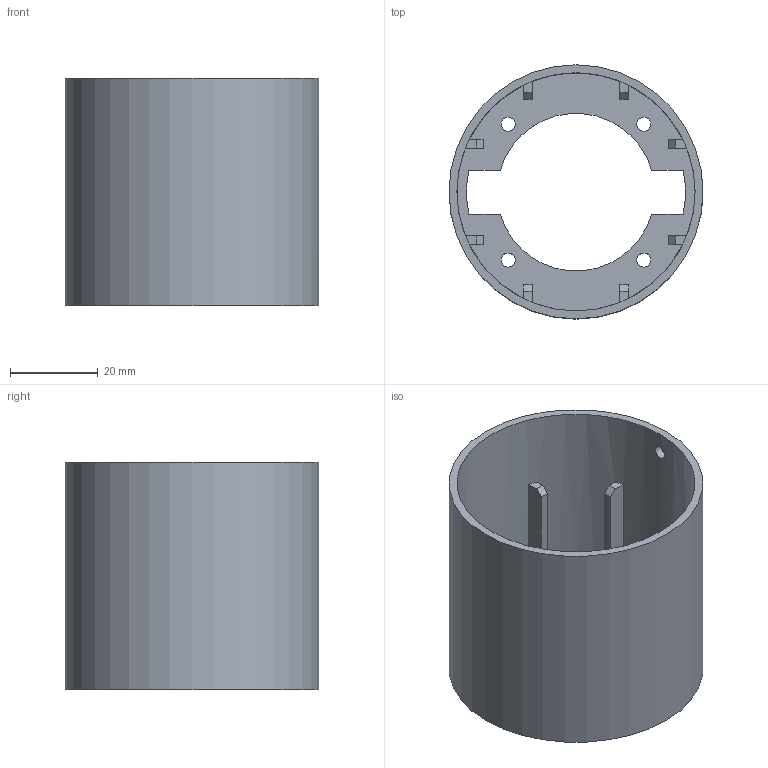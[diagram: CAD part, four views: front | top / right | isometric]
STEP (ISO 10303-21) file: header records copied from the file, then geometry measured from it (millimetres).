
FILE_DESCRIPTION(('FreeCAD Model'),'2;1');
FILE_NAME('azimuth_enclosure.step', '2016-01-12T23:26:32',('Author'),(''), 'Open CASCADE STEP processor 6.8','FreeCAD','Unknown');
FILE_SCHEMA(('AUTOMOTIVE_DESIGN_CC2 { 1 2 10303 214 -1 1 5 4 }'));
Length unit declared in the file: millimetre
Products named in the file (1): Azimuth_enclosure
Bounding box: 58 x 58 x 52 mm (x, y, z)
Volume: 20639.1 mm3; surface area: 23078.3 mm2
Topology: 1 solids, 1 shells, 58 faces, 173 edges, 116 vertices
Faces by surface type: plane 47, cylinder 11
Full cylindrical faces by diameter (mm): 3 x1, 3.2 x4, 54.4 x1, 58 x1
Entity records: 6808 total; most frequent: CARTESIAN_POINT 3470, DIRECTION 580, LINE 379, VECTOR 379, ORIENTED_EDGE 346, PCURVE 346, DEFINITIONAL_REPRESENTATION 346, EDGE_CURVE 173
